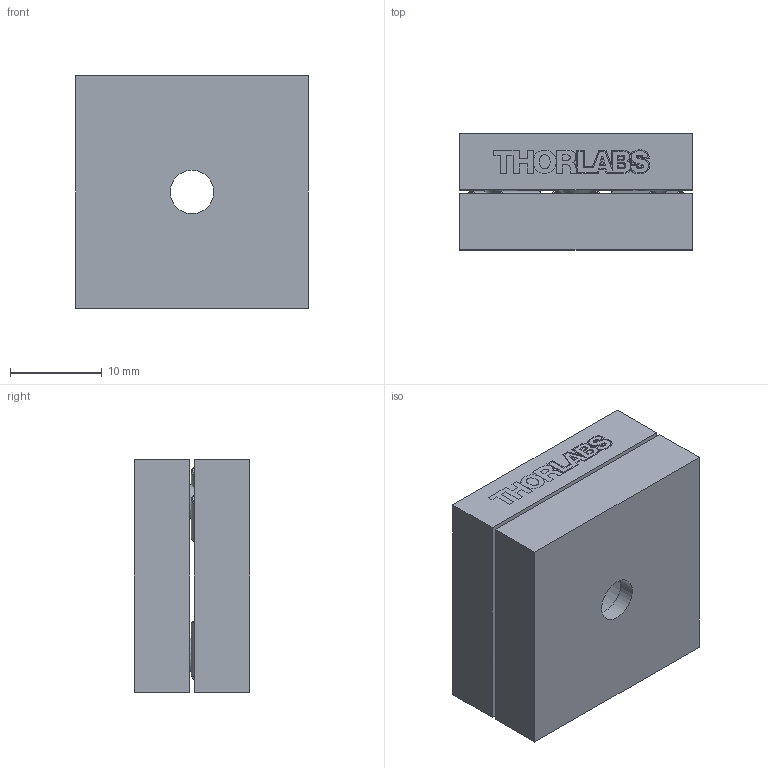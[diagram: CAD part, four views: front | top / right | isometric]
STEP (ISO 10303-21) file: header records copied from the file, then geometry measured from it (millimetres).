
FILE_DESCRIPTION(/* description */ (''),/* implementation_level */ '2;1');
FILE_NAME(/* name */ 'Cantilever Holder (KB1X1).step',/* time_stamp */ '2024-06-17T21:10:56-04:00',/* author */ (''),/* organization */ (''),/* preprocessor_version */ 'ST-DEVELOPER v20',/* originating_system */ 'Autodesk Translation Framework v12.20.1.177',/* authorisation */ '');
FILE_SCHEMA (('AUTOMOTIVE_DESIGN { 1 0 10303 214 3 1 1 }'));
Length unit declared in the file: inch
Products named in the file (1): Cantilever Holder (KB1X1)
Bounding box: 25.4 x 12.67 x 25.4 mm (x, y, z)
Volume: 7303.3 mm3; surface area: 5455.6 mm2
Topology: 15 solids, 15 shells, 545 faces, 1378 edges, 913 vertices
Faces by surface type: plane 350, bspline 129, cylinder 40, cone 15, torus 8, sphere 3
Full cylindrical faces by diameter (mm): 1.587 x6, 3.556 x3, 4.762 x3, 4.775 x2, 6.325 x4, 6.35 x4, 6.502 x4, 7.95 x2
Entity records: 21958 total; most frequent: CARTESIAN_POINT 8993, ORIENTED_EDGE 2738, DIRECTION 2074, EDGE_CURVE 1369, LINE 982, VECTOR 982, VERTEX_POINT 913, EDGE_LOOP 608
